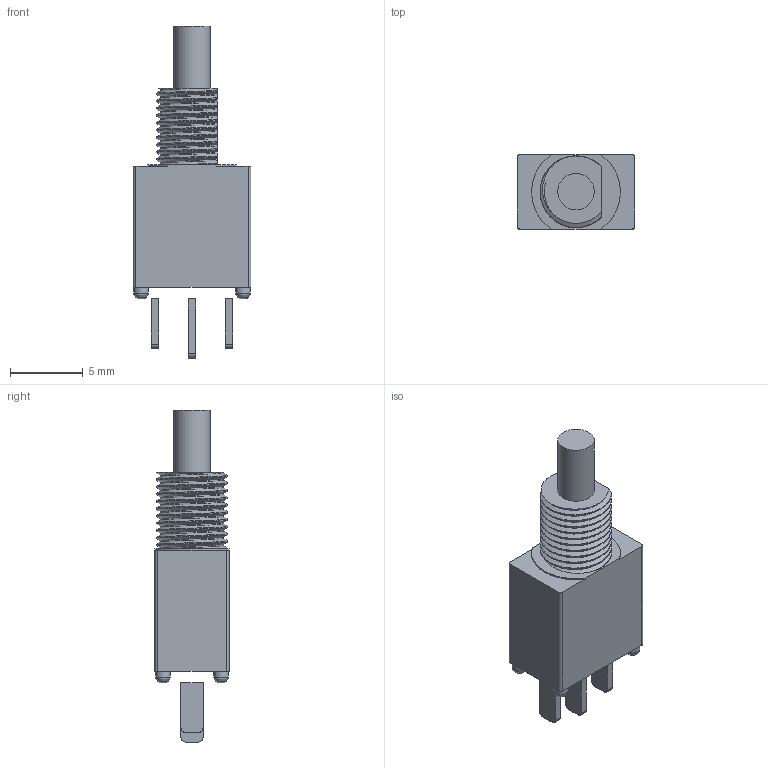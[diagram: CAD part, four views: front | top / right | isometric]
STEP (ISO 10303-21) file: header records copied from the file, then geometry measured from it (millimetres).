
FILE_DESCRIPTION(/* description */ (''),/* implementation_level */ '2;1');
FILE_NAME(/* name */ 'RS 734-6750 v8.step',/* time_stamp */ '2024-02-13T15:40:46+01:00',/* author */ (''),/* organization */ (''),/* preprocessor_version */ 'ST-DEVELOPER v20',/* originating_system */ 'Autodesk Translation Framework v12.14.0.127',/* authorisation */ '');
FILE_SCHEMA (('AUTOMOTIVE_DESIGN { 1 0 10303 214 3 1 1 }'));
Length unit declared in the file: millimetre
Products named in the file (1): RS 734-6750
Bounding box: 8.1 x 5.1 x 22.81 mm (x, y, z)
Volume: 459.5 mm3; surface area: 503.9 mm2
Topology: 4 solids, 4 shells, 101 faces, 261 edges, 174 vertices
Faces by surface type: cylinder 40, plane 33, bspline 28
Full cylindrical faces by diameter (mm): 1 x4, 2.5 x1
Entity records: 5038 total; most frequent: CARTESIAN_POINT 2760, ORIENTED_EDGE 522, DIRECTION 363, EDGE_CURVE 261, VERTEX_POINT 174, AXIS2_PLACEMENT_3D 124, LINE 115, VECTOR 115
